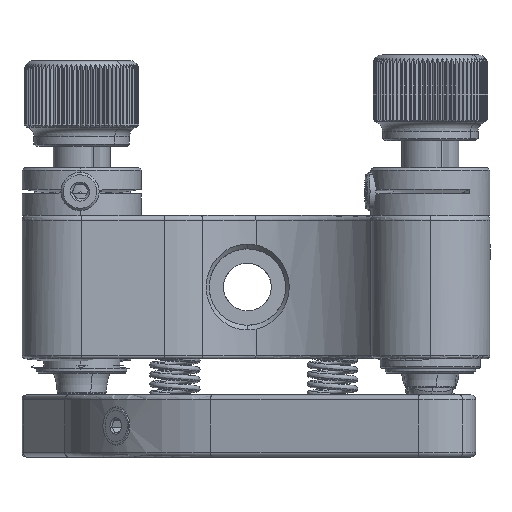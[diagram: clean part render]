
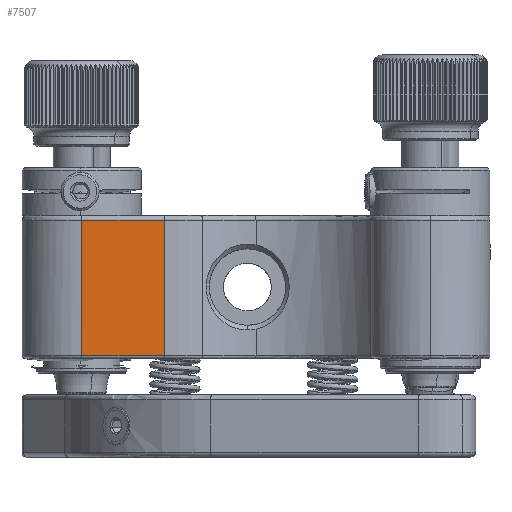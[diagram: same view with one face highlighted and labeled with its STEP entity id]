
A CAD part, left-side view. The second image highlights one B-rep face of the part: STEP entity #7507.
In plain terms, the highlighted planar face has unit normal (1, 0, 0).
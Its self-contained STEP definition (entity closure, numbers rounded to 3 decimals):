
#167 = VERTEX_POINT ( 'NONE', #48199 ) ;
#337 = B_SPLINE_CURVE_WITH_KNOTS ( 'NONE', 3,
 ( #1790, #45813, #32380, #1499 ),
 .UNSPECIFIED., .F., .F.,
 ( 4, 4 ),
 ( 0., 1. ),
 .UNSPECIFIED. ) ;
#1499 = CARTESIAN_POINT ( 'NONE',  ( 12., 18.25, 7. ) ) ;
#1790 = CARTESIAN_POINT ( 'NONE',  ( 12., 18.25, -7.2 ) ) ;
#2457 = DIRECTION ( 'NONE',  ( 0., 1., 0. ) ) ;
#2748 = FACE_OUTER_BOUND ( 'NONE', #30277, .T. ) ;
#3303 = DIRECTION ( 'NONE',  ( 1., 0., 0. ) ) ;
#3967 = CARTESIAN_POINT ( 'NONE',  ( 12., 12.478, -7.2 ) ) ;
#5532 = ORIENTED_EDGE ( 'NONE', *, *, #37578, .T. ) ;
#6038 = VERTEX_POINT ( 'NONE', #35612 ) ;
#7507 = ADVANCED_FACE ( 'NONE', ( #2748 ), #37585, .T. ) ;
#8315 = CARTESIAN_POINT ( 'NONE',  ( 12., 18.25, -7.2 ) ) ;
#8881 = CARTESIAN_POINT ( 'NONE',  ( 12., 9.592, 2.267 ) ) ;
#10877 = B_SPLINE_CURVE_WITH_KNOTS ( 'NONE', 3,
 ( #12250, #3967, #43945, #35378 ),
 .UNSPECIFIED., .F., .F.,
 ( 4, 4 ),
 ( 0., 1. ),
 .UNSPECIFIED. ) ;
#11915 = CARTESIAN_POINT ( 'NONE',  ( 12., 15.364, 7. ) ) ;
#12250 = CARTESIAN_POINT ( 'NONE',  ( 12., 9.592, -7.2 ) ) ;
#12267 = B_SPLINE_CURVE_WITH_KNOTS ( 'NONE', 3,
 ( #30621, #8881, #26333, #35181 ),
 .UNSPECIFIED., .F., .F.,
 ( 4, 4 ),
 ( 0., 1. ),
 .UNSPECIFIED. ) ;
#14927 = B_SPLINE_CURVE_WITH_KNOTS ( 'NONE', 3,
 ( #55922, #11915, #29366, #47068 ),
 .UNSPECIFIED., .F., .F.,
 ( 4, 4 ),
 ( 0., 1. ),
 .UNSPECIFIED. ) ;
#16073 = VERTEX_POINT ( 'NONE', #37026 ) ;
#16774 = ORIENTED_EDGE ( 'NONE', *, *, #53460, .T. ) ;
#20024 = ORIENTED_EDGE ( 'NONE', *, *, #51587, .T. ) ;
#21558 = VERTEX_POINT ( 'NONE', #8315 ) ;
#22142 = AXIS2_PLACEMENT_3D ( 'NONE', #24182, #3303, #2457 ) ;
#24182 = CARTESIAN_POINT ( 'NONE',  ( 12., 24.5, -7.5 ) ) ;
#26333 = CARTESIAN_POINT ( 'NONE',  ( 12., 9.592, -2.467 ) ) ;
#29366 = CARTESIAN_POINT ( 'NONE',  ( 12., 12.478, 7. ) ) ;
#30277 = EDGE_LOOP ( 'NONE', ( #53922, #16774, #5532, #20024 ) ) ;
#30621 = CARTESIAN_POINT ( 'NONE',  ( 12., 9.592, 7. ) ) ;
#31434 = EDGE_CURVE ( 'NONE', #16073, #21558, #10877, .T. ) ;
#32380 = CARTESIAN_POINT ( 'NONE',  ( 12., 18.25, 2.267 ) ) ;
#35181 = CARTESIAN_POINT ( 'NONE',  ( 12., 9.592, -7.2 ) ) ;
#35378 = CARTESIAN_POINT ( 'NONE',  ( 12., 18.25, -7.2 ) ) ;
#35612 = CARTESIAN_POINT ( 'NONE',  ( 12., 18.25, 7. ) ) ;
#37026 = CARTESIAN_POINT ( 'NONE',  ( 12., 9.592, -7.2 ) ) ;
#37578 = EDGE_CURVE ( 'NONE', #6038, #167, #14927, .T. ) ;
#37585 = PLANE ( 'NONE',  #22142 ) ;
#43945 = CARTESIAN_POINT ( 'NONE',  ( 12., 15.364, -7.2 ) ) ;
#45813 = CARTESIAN_POINT ( 'NONE',  ( 12., 18.25, -2.467 ) ) ;
#47068 = CARTESIAN_POINT ( 'NONE',  ( 12., 9.592, 7. ) ) ;
#48199 = CARTESIAN_POINT ( 'NONE',  ( 12., 9.592, 7. ) ) ;
#51587 = EDGE_CURVE ( 'NONE', #167, #16073, #12267, .T. ) ;
#53460 = EDGE_CURVE ( 'NONE', #21558, #6038, #337, .T. ) ;
#53922 = ORIENTED_EDGE ( 'NONE', *, *, #31434, .T. ) ;
#55922 = CARTESIAN_POINT ( 'NONE',  ( 12., 18.25, 7. ) ) ;
